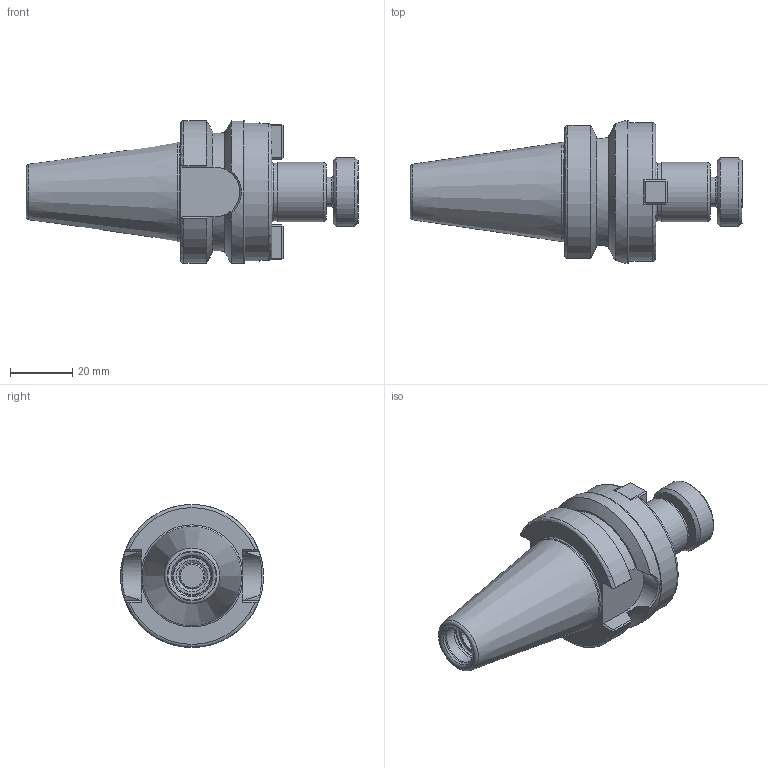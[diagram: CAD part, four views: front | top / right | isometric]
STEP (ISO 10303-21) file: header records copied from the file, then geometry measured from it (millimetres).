
FILE_DESCRIPTION(/* description */ (''),/* implementation_level */ '2;1');
FILE_NAME(/* name */ 'DBT30-SM075-0119.stp',/* time_stamp */ '2019-07-23T09:49:38-05:00',/* author */ ('ldfli'),/* organization */ (''),/* preprocessor_version */ 'ST-DEVELOPER v18',/* originating_system */ 'Autodesk Inventor LT',/* authorisation */ '');
FILE_SCHEMA (('AUTOMOTIVE_DESIGN { 1 0 10303 214 3 1 1 }'));
Length unit declared in the file: millimetre
Products named in the file (1): DBT30-SM075-0119
Bounding box: 106.8 x 46 x 46 mm (x, y, z)
Volume: 69082.4 mm3; surface area: 18910 mm2
Topology: 4 solids, 4 shells, 192 faces, 483 edges, 316 vertices
Faces by surface type: plane 119, cylinder 32, cone 17, torus 14, bspline 10
Full cylindrical faces by diameter (mm): 2.459 x2, 3 x2, 3.3 x2, 5.5 x2, 5.8 x2, 8.382 x1, 9.53 x1, 10.106 x1, 12.5 x1, 13 x1, 13.1 x1, 18.55 x1, 19.05 x1, 22 x1, 31.867 x1, 44.57 x1, 46 x1
Entity records: 6307 total; most frequent: CARTESIAN_POINT 1625, DIRECTION 969, ORIENTED_EDGE 962, EDGE_CURVE 481, AXIS2_PLACEMENT_3D 352, VERTEX_POINT 316, LINE 265, VECTOR 265
